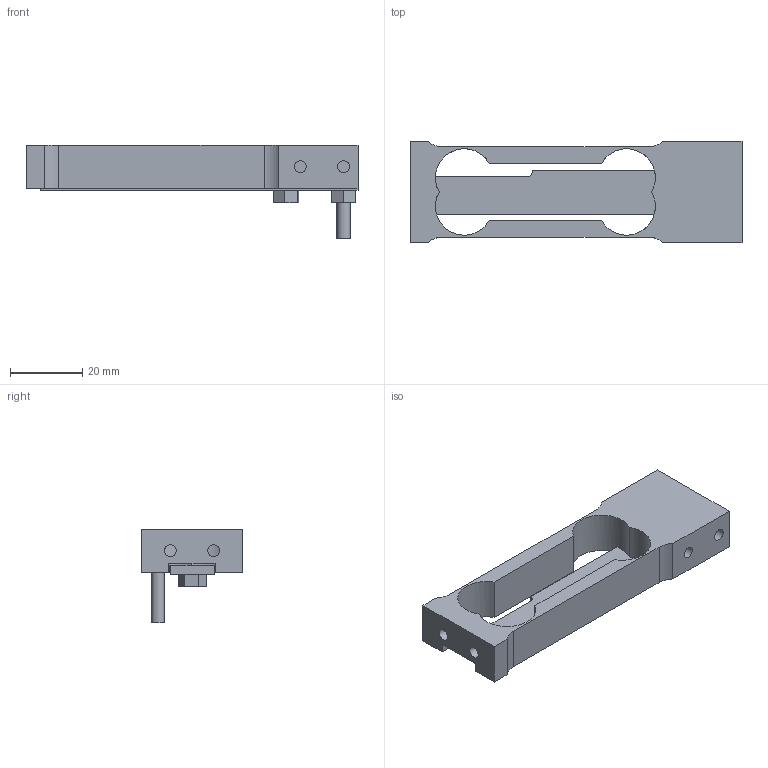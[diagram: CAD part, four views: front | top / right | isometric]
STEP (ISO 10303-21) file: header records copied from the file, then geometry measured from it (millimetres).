
FILE_DESCRIPTION(/* description */ (''),/* implementation_level */ '2;1');
FILE_NAME(/* name */ '108AA-(1-2)kg v1.step',/* time_stamp */ '2020-01-21T14:15:27-08:00',/* author */ (''),/* organization */ (''),/* preprocessor_version */ 'ST-DEVELOPER v18',/* originating_system */ 'Autodesk Translation Framework v8.12.0.6',/* authorisation */ '');
FILE_SCHEMA (('AUTOMOTIVE_DESIGN { 1 0 10303 214 3 1 1 }'));
Length unit declared in the file: millimetre
Products named in the file (1): 108AA-(1-2)kg
Bounding box: 92 x 28 x 26 mm (x, y, z)
Surface area: 10525.9 mm2 (no closed solid volume)
Topology: 0 solids, 2 shells, 57 faces, 169 edges, 116 vertices
Faces by surface type: plane 42, cylinder 15
Full cylindrical faces by diameter (mm): 3.3 x4, 3.7 x1
Entity records: 2023 total; most frequent: CARTESIAN_POINT 413, ORIENTED_EDGE 326, DIRECTION 321, EDGE_CURVE 169, LINE 125, VECTOR 125, VERTEX_POINT 116, AXIS2_PLACEMENT_3D 98
